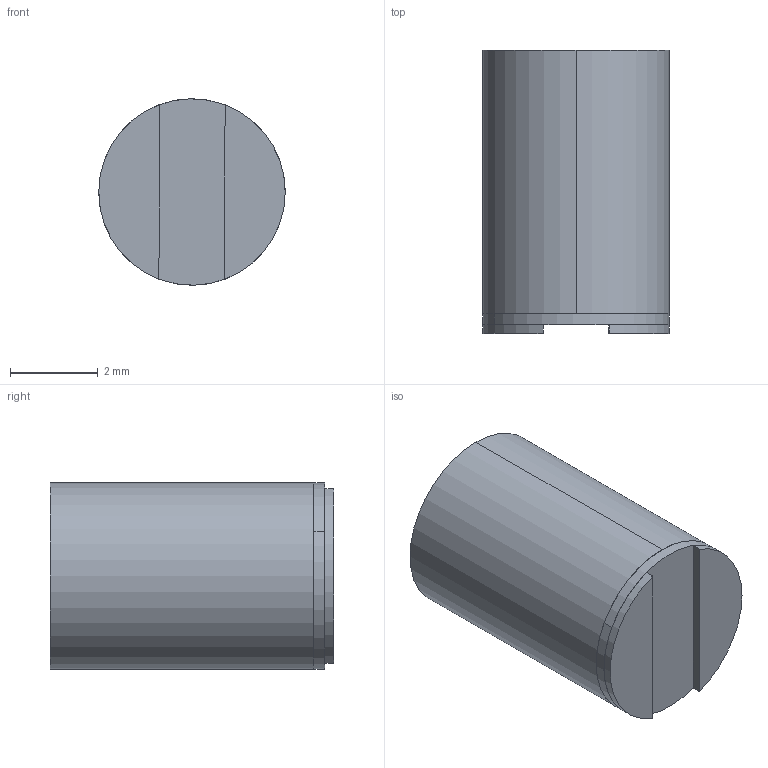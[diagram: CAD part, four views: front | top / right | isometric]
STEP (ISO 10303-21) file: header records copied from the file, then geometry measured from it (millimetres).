
FILE_DESCRIPTION (( 'STEP AP214' ), '1' );
FILE_NAME ('AirCore_Assembly.STEP', '2025-02-26T23:17:30', ( '' ), ( '' ), 'SwSTEP 2.0', 'SolidWorks 2023', '' );
FILE_SCHEMA (( 'AUTOMOTIVE_DESIGN' ));
Length unit declared in the file: millimetre
Products named in the file (4): AirCore_Coil; AirCore_Assembly; AirCore_SolderPads; AirCore_Base
Assembly tree (3 placements, depth 2):
  AirCore_Assembly
    AirCore_Coil
    AirCore_SolderPads
    AirCore_Base
Bounding box: 4.25 x 6.45 x 4.25 mm (x, y, z)
Volume: 71.4 mm3; surface area: 191.1 mm2
Topology: 4 solids, 4 shells, 19 faces, 33 edges, 22 vertices
Faces by surface type: plane 10, cylinder 9
Entity records: 599 total; most frequent: DIRECTION 101, CARTESIAN_POINT 80, ORIENTED_EDGE 66, AXIS2_PLACEMENT_3D 43, EDGE_CURVE 33, VERTEX_POINT 22, EDGE_LOOP 21, ADVANCED_FACE 19
